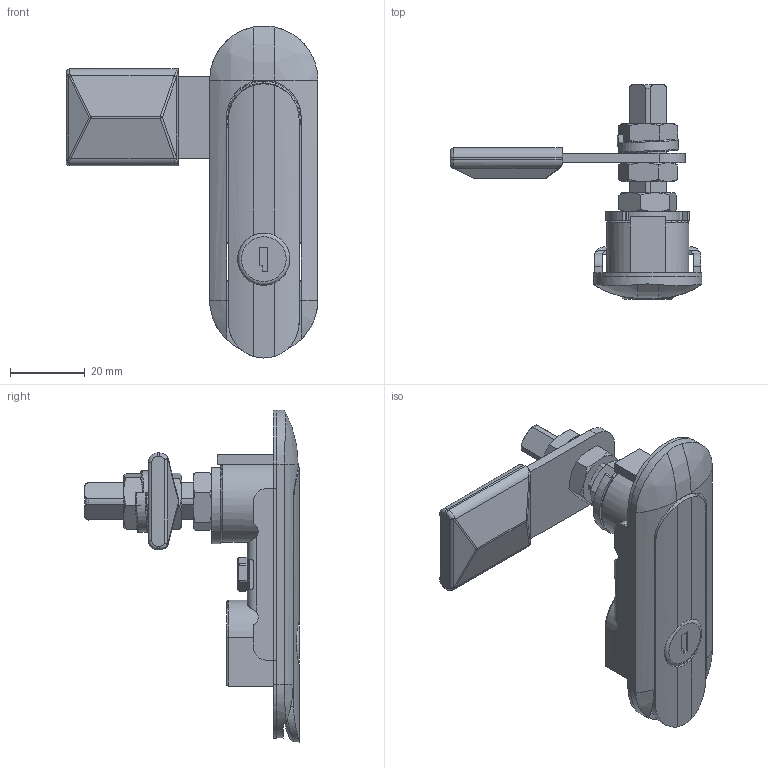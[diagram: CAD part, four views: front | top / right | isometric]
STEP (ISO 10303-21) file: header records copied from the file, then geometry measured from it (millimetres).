
FILE_DESCRIPTION(/* description */ (''),/* implementation_level */ '2;1');
FILE_NAME(/* name */ 'DR_AF3283-1.stp',/* time_stamp */ '2023-09-18T14:32:10+09:00',/* author */ ('user'),/* organization */ (''),/* preprocessor_version */ 'ST-DEVELOPER v15.6',/* originating_system */ 'Autodesk Inventor 2015',/* authorisation */ '');
FILE_SCHEMA (('AUTOMOTIVE_DESIGN { 1 0 10303 214 3 1 1 }'));
Length unit declared in the file: millimetre
Products named in the file (11): DR_AF3283-1_1; DR_AF3283-1-B; DR_AF3283-1-Braket; DR_AF3283-1-G; DR_AF3283-1_H; DR_AF3283-1-HB; DR_AF3283-1-NUT; DR_AF3283-1-WH; DR_m6-sc; DR_3283-5-P; DR_AF3283-1
Bounding box: 67.5 x 57.5 x 89 mm (x, y, z)
Volume: 33459.9 mm3; surface area: 32033.6 mm2
Topology: 14 solids, 14 shells, 478 faces, 1208 edges, 759 vertices
Faces by surface type: plane 215, cylinder 134, bspline 48, cone 42, torus 23, sphere 16
Full cylindrical faces by diameter (mm): 3 x2, 5 x1, 6 x1, 6.5 x1, 8.65 x3, 10.5 x1, 11.4 x1, 11.5 x1, 11.6 x1, 14 x2, 16 x1, 16.5 x1, 18 x1, 18.5 x1, 19.3 x1, 20 x1
Entity records: 14866 total; most frequent: CARTESIAN_POINT 4410, ORIENTED_EDGE 2126, DIRECTION 2109, EDGE_CURVE 1063, AXIS2_PLACEMENT_3D 783, VERTEX_POINT 679, LINE 543, VECTOR 543
